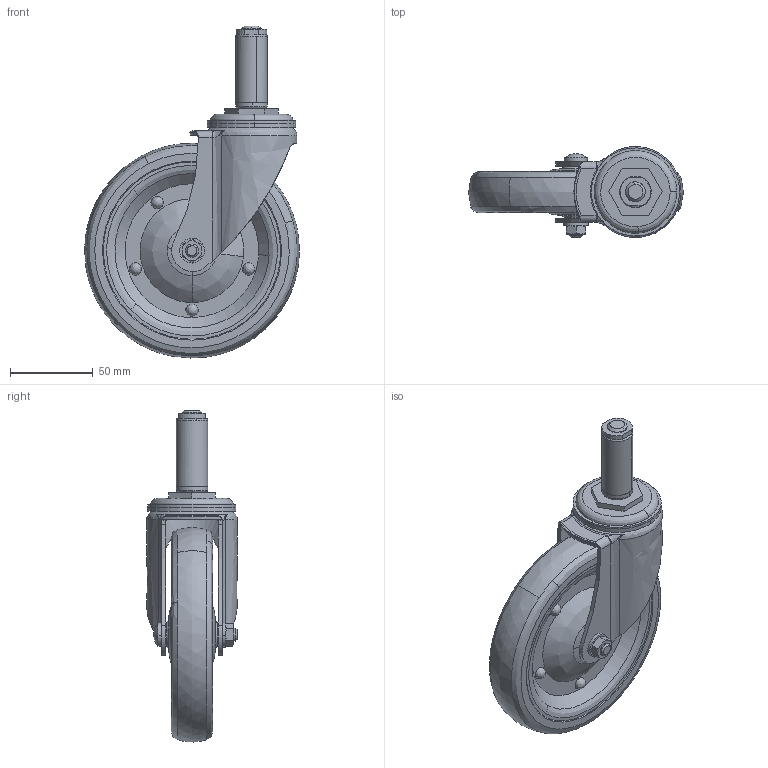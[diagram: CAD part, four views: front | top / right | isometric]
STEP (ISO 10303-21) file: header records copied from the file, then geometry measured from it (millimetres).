
FILE_DESCRIPTION((''),'2;1');
FILE_NAME('','2005-12-15T16:34:32',(''),(''),'','CADfix','');
FILE_SCHEMA(('AUTOMOTIVE_DESIGN'));
Length unit declared in the file: millimetre
Products named in the file (5): wheel; main shaft; body; axle; No_208_d19_22052_36
Assembly tree (4 placements, depth 2):
  No_208_d19_22052_36
    wheel
    main shaft
    body
    axle
Bounding box: 129.99 x 55 x 200.99 mm (x, y, z)
Volume: 307720.6 mm3; surface area: 70723.1 mm2
Topology: 4 solids, 4 shells, 214 faces, 642 edges, 463 vertices
Faces by surface type: bspline 214
Entity records: 9647 total; most frequent: CARTESIAN_POINT 6130, ORIENTED_EDGE 1278, EDGE_CURVE 639, VERTEX_POINT 463, EDGE_LOOP 252, FACE_OUTER_BOUND 214, ADVANCED_FACE 214, QUASI_UNIFORM_CURVE 142
